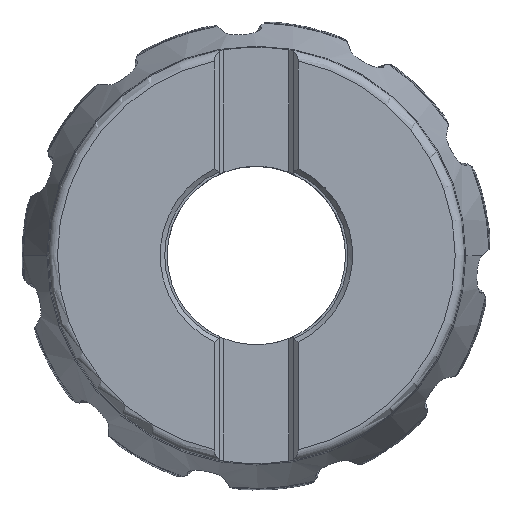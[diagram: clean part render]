
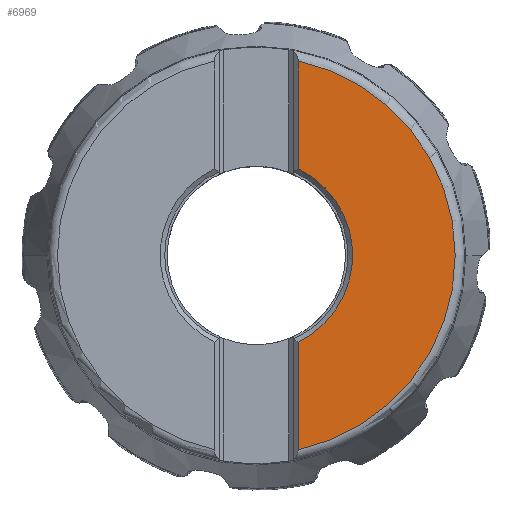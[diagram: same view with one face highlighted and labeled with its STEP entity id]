
A CAD part, top view. The second image highlights one B-rep face of the part: STEP entity #6969.
In plain terms, the highlighted planar face has unit normal (0, 0, 1).
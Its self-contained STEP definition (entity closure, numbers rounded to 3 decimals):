
#1640=LINE('',#69652,#2566);
#1641=LINE('',#69658,#2567);
#2566=VECTOR('',#30996,1.);
#2567=VECTOR('',#31001,1.);
#3690=FACE_OUTER_BOUND('',#8764,.T.);
#6969=ADVANCED_FACE('',(#3690),#7912,.T.);
#7912=PLANE('',#26959);
#8764=EDGE_LOOP('',(#13733,#13734,#13735,#13736,#13737));
#13733=ORIENTED_EDGE('',*,*,#22745,.T.);
#13734=ORIENTED_EDGE('',*,*,#22746,.F.);
#13735=ORIENTED_EDGE('',*,*,#22747,.F.);
#13736=ORIENTED_EDGE('',*,*,#22748,.T.);
#13737=ORIENTED_EDGE('',*,*,#22744,.F.);
#19397=VERTEX_POINT('',#69642);
#19398=VERTEX_POINT('',#69649);
#19399=VERTEX_POINT('',#69653);
#19400=VERTEX_POINT('',#69655);
#19401=VERTEX_POINT('',#69657);
#22744=EDGE_CURVE('',#19398,#19397,#24832,.T.);
#22745=EDGE_CURVE('',#19398,#19399,#1640,.T.);
#22746=EDGE_CURVE('',#19400,#19399,#24833,.T.);
#22747=EDGE_CURVE('',#19401,#19400,#24834,.T.);
#22748=EDGE_CURVE('',#19401,#19397,#1641,.T.);
#24832=CIRCLE('',#26955,20.55);
#24833=CIRCLE('',#26957,42.45);
#24834=CIRCLE('',#26958,42.45);
#26955=AXIS2_PLACEMENT_3D('',#69650,#30992,#30993);
#26957=AXIS2_PLACEMENT_3D('',#69654,#30997,#30998);
#26958=AXIS2_PLACEMENT_3D('',#69656,#30999,#31000);
#26959=AXIS2_PLACEMENT_3D('',#69659,#31002,#31003);
#30992=DIRECTION('',(0.,0.,1.));
#30993=DIRECTION('',(0.435,-0.9,0.));
#30996=DIRECTION('',(0.,-1.,0.));
#30997=DIRECTION('',(0.,0.,-1.));
#30998=DIRECTION('',(1.,0.,0.));
#30999=DIRECTION('',(0.,0.,-1.));
#31000=DIRECTION('',(0.211,0.978,0.));
#31001=DIRECTION('',(0.,-1.,0.));
#31002=DIRECTION('',(0.,0.,1.));
#31003=DIRECTION('',(-1.,0.,0.));
#69642=CARTESIAN_POINT('',(8.938,18.505,0.));
#69649=CARTESIAN_POINT('',(8.938,-18.505,0.));
#69650=CARTESIAN_POINT('',(0.,0.,0.));
#69652=CARTESIAN_POINT('',(8.938,-18.505,0.));
#69653=CARTESIAN_POINT('',(8.937,-41.498,0.));
#69654=CARTESIAN_POINT('',(0.,0.,0.));
#69655=CARTESIAN_POINT('',(42.45,-0.021,0.));
#69656=CARTESIAN_POINT('',(0.,0.,0.));
#69657=CARTESIAN_POINT('',(8.938,41.498,0.));
#69658=CARTESIAN_POINT('',(8.938,41.498,0.));
#69659=CARTESIAN_POINT('',(25.694,0.,0.));
